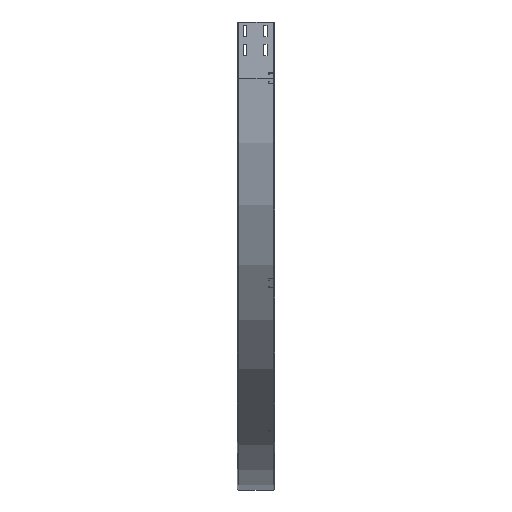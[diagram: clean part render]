
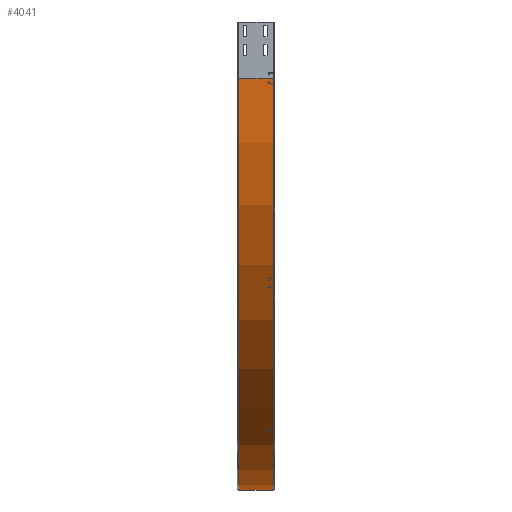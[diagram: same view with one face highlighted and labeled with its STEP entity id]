
A CAD part, left-side view. The second image highlights one B-rep face of the part: STEP entity #4041.
In plain terms, the highlighted cylindrical face has radius 1100 mm (diameter 2200 mm), a partial arc.
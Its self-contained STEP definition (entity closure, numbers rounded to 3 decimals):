
#168=CIRCLE('',#4415,1100.);
#170=CIRCLE('',#4418,1100.);
#223=CYLINDRICAL_SURFACE('',#4417,1100.);
#387=FACE_OUTER_BOUND('',#645,.T.);
#645=EDGE_LOOP('',(#3297,#3298,#3299,#3300));
#1040=LINE('',#6375,#1508);
#1061=LINE('',#6456,#1529);
#1508=VECTOR('',#5196,10.);
#1529=VECTOR('',#5293,10.);
#1897=VERTEX_POINT('',#6368);
#1899=VERTEX_POINT('',#6374);
#1920=VERTEX_POINT('',#6450);
#1921=VERTEX_POINT('',#6454);
#2362=EDGE_CURVE('',#1897,#1899,#1040,.T.);
#2400=EDGE_CURVE('',#1920,#1897,#168,.T.);
#2402=EDGE_CURVE('',#1921,#1899,#170,.T.);
#2403=EDGE_CURVE('',#1921,#1920,#1061,.T.);
#3297=ORIENTED_EDGE('',*,*,#2362,.T.);
#3298=ORIENTED_EDGE('',*,*,#2402,.F.);
#3299=ORIENTED_EDGE('',*,*,#2403,.T.);
#3300=ORIENTED_EDGE('',*,*,#2400,.T.);
#4041=ADVANCED_FACE('',(#387),#223,.T.);
#4415=AXIS2_PLACEMENT_3D('',#6451,#5285,#5286);
#4417=AXIS2_PLACEMENT_3D('',#6453,#5289,#5290);
#4418=AXIS2_PLACEMENT_3D('',#6455,#5291,#5292);
#5196=DIRECTION('',(0.,-1.,0.));
#5285=DIRECTION('center_axis',(0.,-1.,0.));
#5286=DIRECTION('ref_axis',(-1.,0.,0.));
#5289=DIRECTION('center_axis',(0.,-1.,0.));
#5290=DIRECTION('ref_axis',(-1.,0.,0.));
#5291=DIRECTION('center_axis',(0.,-1.,0.));
#5292=DIRECTION('ref_axis',(-1.,0.,0.));
#5293=DIRECTION('',(0.,1.,0.));
#6368=CARTESIAN_POINT('',(1069.,96.,-1100.));
#6374=CARTESIAN_POINT('',(1069.,4.,-1100.));
#6375=CARTESIAN_POINT('',(1069.,96.,-1100.));
#6450=CARTESIAN_POINT('',(-31.,96.,0.));
#6451=CARTESIAN_POINT('Origin',(1069.,96.,0.));
#6453=CARTESIAN_POINT('Origin',(1069.,45.192,0.));
#6454=CARTESIAN_POINT('',(-31.,4.,0.));
#6455=CARTESIAN_POINT('Origin',(1069.,4.,0.));
#6456=CARTESIAN_POINT('',(-31.,109.048,0.));
